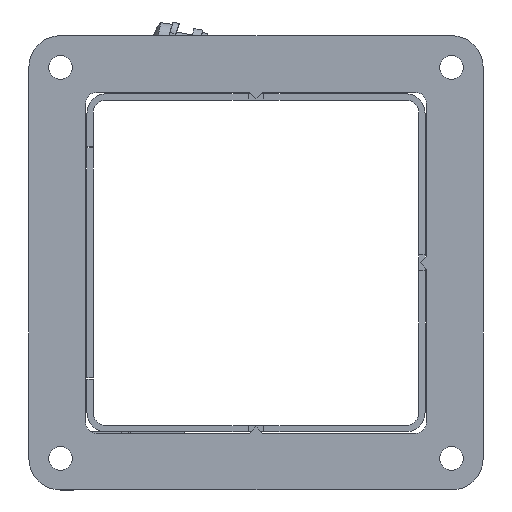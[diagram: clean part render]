
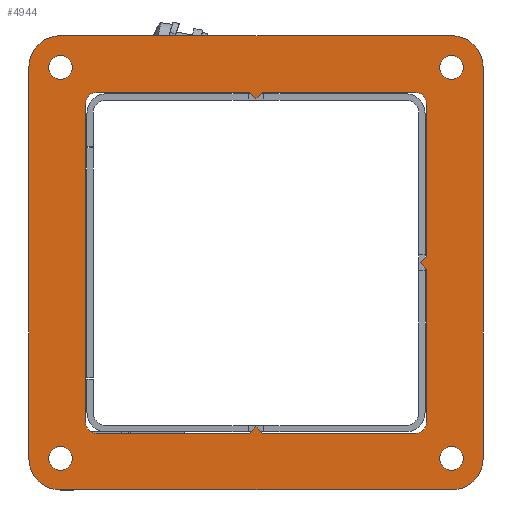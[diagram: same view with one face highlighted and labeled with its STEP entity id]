
A CAD part, left-side view. The second image highlights one B-rep face of the part: STEP entity #4944.
In plain terms, the highlighted face is planar.
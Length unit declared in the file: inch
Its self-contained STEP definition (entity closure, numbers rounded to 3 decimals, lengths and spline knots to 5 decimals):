
#3963=CARTESIAN_POINT('',(-2.01563,0.074,0.125));
#3964=VERTEX_POINT('',#3963);
#3971=CARTESIAN_POINT('',(-1.94163,0.,0.125));
#3972=VERTEX_POINT('',#3971);
#3973=CARTESIAN_POINT('',(-1.94163,0.,0.125));
#3974=DIRECTION('',(-0.707,0.707,0.0));
#3975=VECTOR('',#3974,0.10465);
#3976=LINE('',#3973,#3975);
#3977=EDGE_CURVE('',#3972,#3964,#3976,.T.);
#4002=CARTESIAN_POINT('',(-2.01563,-0.074,0.125));
#4003=VERTEX_POINT('',#4002);
#4004=CARTESIAN_POINT('',(-2.01563,-0.074,0.125));
#4005=DIRECTION('',(0.707,0.707,0.0));
#4006=VECTOR('',#4005,0.10465);
#4007=LINE('',#4004,#4006);
#4008=EDGE_CURVE('',#4003,#3972,#4007,.T.);
#4034=CARTESIAN_POINT('',(0.,1.94163,0.125));
#4035=VERTEX_POINT('',#4034);
#4042=CARTESIAN_POINT('',(-0.074,2.01563,0.125));
#4043=VERTEX_POINT('',#4042);
#4044=CARTESIAN_POINT('',(-0.074,2.01563,0.125));
#4045=DIRECTION('',(0.707,-0.707,0.0));
#4046=VECTOR('',#4045,0.10465);
#4047=LINE('',#4044,#4046);
#4048=EDGE_CURVE('',#4043,#4035,#4047,.T.);
#4072=CARTESIAN_POINT('',(0.074,2.01563,0.125));
#4073=VERTEX_POINT('',#4072);
#4080=CARTESIAN_POINT('',(0.,1.94163,0.125));
#4081=DIRECTION('',(0.707,0.707,0.0));
#4082=VECTOR('',#4081,0.10465);
#4083=LINE('',#4080,#4082);
#4084=EDGE_CURVE('',#4035,#4073,#4083,.T.);
#4105=CARTESIAN_POINT('',(0.,-1.94163,0.125));
#4106=VERTEX_POINT('',#4105);
#4113=CARTESIAN_POINT('',(0.074,-2.01563,0.125));
#4114=VERTEX_POINT('',#4113);
#4115=CARTESIAN_POINT('',(0.074,-2.01563,0.125));
#4116=DIRECTION('',(-0.707,0.707,0.0));
#4117=VECTOR('',#4116,0.10465);
#4118=LINE('',#4115,#4117);
#4119=EDGE_CURVE('',#4114,#4106,#4118,.T.);
#4143=CARTESIAN_POINT('',(-0.074,-2.01563,0.125));
#4144=VERTEX_POINT('',#4143);
#4151=CARTESIAN_POINT('',(0.,-1.94163,0.125));
#4152=DIRECTION('',(-0.707,-0.707,0.0));
#4153=VECTOR('',#4152,0.10465);
#4154=LINE('',#4151,#4153);
#4155=EDGE_CURVE('',#4106,#4144,#4154,.T.);
#4175=CARTESIAN_POINT('',(-2.01563,1.89063,0.125));
#4176=VERTEX_POINT('',#4175);
#4183=CARTESIAN_POINT('',(-2.01563,0.074,0.125));
#4184=DIRECTION('',(0.0,1.0,0.0));
#4185=VECTOR('',#4184,1.81663);
#4186=LINE('',#4183,#4185);
#4187=EDGE_CURVE('',#3964,#4176,#4186,.T.);
#4198=CARTESIAN_POINT('',(-2.01563,-1.89063,0.125));
#4199=VERTEX_POINT('',#4198);
#4200=CARTESIAN_POINT('',(-2.01563,-1.89063,0.125));
#4201=DIRECTION('',(0.0,1.0,0.0));
#4202=VECTOR('',#4201,1.81663);
#4203=LINE('',#4200,#4202);
#4204=EDGE_CURVE('',#4199,#4003,#4203,.T.);
#4237=CARTESIAN_POINT('',(1.89063,2.01563,0.125));
#4238=VERTEX_POINT('',#4237);
#4245=CARTESIAN_POINT('',(0.074,2.01563,0.125));
#4246=DIRECTION('',(1.0,0.0,0.0));
#4247=VECTOR('',#4246,1.81663);
#4248=LINE('',#4245,#4247);
#4249=EDGE_CURVE('',#4073,#4238,#4248,.T.);
#4260=CARTESIAN_POINT('',(-1.89063,2.01563,0.125));
#4261=VERTEX_POINT('',#4260);
#4262=CARTESIAN_POINT('',(-1.89063,2.01563,0.125));
#4263=DIRECTION('',(1.0,0.0,0.0));
#4264=VECTOR('',#4263,1.81663);
#4265=LINE('',#4262,#4264);
#4266=EDGE_CURVE('',#4261,#4043,#4265,.T.);
#4291=CARTESIAN_POINT('',(1.89063,-2.01563,0.125));
#4292=VERTEX_POINT('',#4291);
#4293=CARTESIAN_POINT('',(1.89063,-2.01563,0.125));
#4294=DIRECTION('',(-1.0,0.0,0.0));
#4295=VECTOR('',#4294,1.81663);
#4296=LINE('',#4293,#4295);
#4297=EDGE_CURVE('',#4292,#4114,#4296,.T.);
#4330=CARTESIAN_POINT('',(-1.89063,-2.01563,0.125));
#4331=VERTEX_POINT('',#4330);
#4338=CARTESIAN_POINT('',(-0.074,-2.01563,0.125));
#4339=DIRECTION('',(-1.0,0.0,0.0));
#4340=VECTOR('',#4339,1.81663);
#4341=LINE('',#4338,#4340);
#4342=EDGE_CURVE('',#4144,#4331,#4341,.T.);
#4363=CARTESIAN_POINT('',(2.45313,2.3125,0.125));
#4364=VERTEX_POINT('',#4363);
#4365=CARTESIAN_POINT('',(2.3125,2.3125,0.125));
#4366=DIRECTION('',(0.0,0.0,-1.0));
#4367=DIRECTION('',(-1.0,0.0,0.0));
#4368=AXIS2_PLACEMENT_3D('',#4365,#4366,#4367);
#4369=CIRCLE('',#4368,0.14063);
#4370=EDGE_CURVE('',#4364,#4364,#4369,.T.);
#4391=CARTESIAN_POINT('',(2.45313,-2.3125,0.125));
#4392=VERTEX_POINT('',#4391);
#4393=CARTESIAN_POINT('',(2.3125,-2.3125,0.125));
#4394=DIRECTION('',(0.0,0.0,-1.0));
#4395=DIRECTION('',(-1.0,0.0,0.0));
#4396=AXIS2_PLACEMENT_3D('',#4393,#4394,#4395);
#4397=CIRCLE('',#4396,0.14063);
#4398=EDGE_CURVE('',#4392,#4392,#4397,.T.);
#4419=CARTESIAN_POINT('',(-2.17188,2.3125,0.125));
#4420=VERTEX_POINT('',#4419);
#4421=CARTESIAN_POINT('',(-2.3125,2.3125,0.125));
#4422=DIRECTION('',(0.0,0.0,-1.0));
#4423=DIRECTION('',(-1.0,0.0,0.0));
#4424=AXIS2_PLACEMENT_3D('',#4421,#4422,#4423);
#4425=CIRCLE('',#4424,0.14063);
#4426=EDGE_CURVE('',#4420,#4420,#4425,.T.);
#4447=CARTESIAN_POINT('',(-2.17187,-2.3125,0.125));
#4448=VERTEX_POINT('',#4447);
#4449=CARTESIAN_POINT('',(-2.3125,-2.3125,0.125));
#4450=DIRECTION('',(0.0,0.0,-1.0));
#4451=DIRECTION('',(-1.0,0.0,0.0));
#4452=AXIS2_PLACEMENT_3D('',#4449,#4450,#4451);
#4453=CIRCLE('',#4452,0.14063);
#4454=EDGE_CURVE('',#4448,#4448,#4453,.T.);
#4464=CARTESIAN_POINT('',(-1.89063,1.89063,0.125));
#4465=DIRECTION('',(0.0,0.0,-1.0));
#4466=DIRECTION('',(0.0,1.0,0.0));
#4467=AXIS2_PLACEMENT_3D('',#4464,#4465,#4466);
#4468=CIRCLE('',#4467,0.125);
#4469=EDGE_CURVE('',#4176,#4261,#4468,.T.);
#4488=CARTESIAN_POINT('',(2.01563,1.89063,0.125));
#4489=VERTEX_POINT('',#4488);
#4490=CARTESIAN_POINT('',(1.89063,1.89063,0.125));
#4491=DIRECTION('',(0.0,0.0,-1.0));
#4492=DIRECTION('',(1.0,0.0,0.0));
#4493=AXIS2_PLACEMENT_3D('',#4490,#4491,#4492);
#4494=CIRCLE('',#4493,0.125);
#4495=EDGE_CURVE('',#4238,#4489,#4494,.T.);
#4521=CARTESIAN_POINT('',(2.01563,-1.89063,0.125));
#4522=VERTEX_POINT('',#4521);
#4523=CARTESIAN_POINT('',(2.01563,1.89063,0.125));
#4524=DIRECTION('',(0.0,-1.0,0.0));
#4525=VECTOR('',#4524,3.78125);
#4526=LINE('',#4523,#4525);
#4527=EDGE_CURVE('',#4489,#4522,#4526,.T.);
#4552=CARTESIAN_POINT('',(1.89063,-1.89063,0.125));
#4553=DIRECTION('',(0.0,0.0,-1.0));
#4554=DIRECTION('',(0.0,-1.0,0.0));
#4555=AXIS2_PLACEMENT_3D('',#4552,#4553,#4554);
#4556=CIRCLE('',#4555,0.125);
#4557=EDGE_CURVE('',#4522,#4292,#4556,.T.);
#4576=CARTESIAN_POINT('',(-1.89063,-1.89063,0.125));
#4577=DIRECTION('',(0.0,0.0,-1.0));
#4578=DIRECTION('',(-1.0,0.0,0.0));
#4579=AXIS2_PLACEMENT_3D('',#4576,#4577,#4578);
#4580=CIRCLE('',#4579,0.125);
#4581=EDGE_CURVE('',#4331,#4199,#4580,.T.);
#4600=CARTESIAN_POINT('',(-2.6875,2.3125,0.125));
#4601=VERTEX_POINT('',#4600);
#4602=CARTESIAN_POINT('',(-2.3125,2.6875,0.125));
#4603=VERTEX_POINT('',#4602);
#4604=CARTESIAN_POINT('',(-2.3125,2.3125,0.125));
#4605=DIRECTION('',(0.0,0.0,-1.0));
#4606=DIRECTION('',(0.0,1.0,0.0));
#4607=AXIS2_PLACEMENT_3D('',#4604,#4605,#4606);
#4608=CIRCLE('',#4607,0.375);
#4609=EDGE_CURVE('',#4601,#4603,#4608,.T.);
#4642=CARTESIAN_POINT('',(2.3125,2.6875,0.125));
#4643=VERTEX_POINT('',#4642);
#4644=CARTESIAN_POINT('',(-2.3125,2.6875,0.125));
#4645=DIRECTION('',(1.0,0.0,0.0));
#4646=VECTOR('',#4645,4.625);
#4647=LINE('',#4644,#4646);
#4648=EDGE_CURVE('',#4603,#4643,#4647,.T.);
#4673=CARTESIAN_POINT('',(2.6875,2.3125,0.125));
#4674=VERTEX_POINT('',#4673);
#4675=CARTESIAN_POINT('',(2.3125,2.3125,0.125));
#4676=DIRECTION('',(0.0,0.0,-1.0));
#4677=DIRECTION('',(1.0,0.0,0.0));
#4678=AXIS2_PLACEMENT_3D('',#4675,#4676,#4677);
#4679=CIRCLE('',#4678,0.375);
#4680=EDGE_CURVE('',#4643,#4674,#4679,.T.);
#4706=CARTESIAN_POINT('',(2.6875,-2.3125,0.125));
#4707=VERTEX_POINT('',#4706);
#4708=CARTESIAN_POINT('',(2.6875,2.3125,0.125));
#4709=DIRECTION('',(0.0,-1.0,0.0));
#4710=VECTOR('',#4709,4.625);
#4711=LINE('',#4708,#4710);
#4712=EDGE_CURVE('',#4674,#4707,#4711,.T.);
#4737=CARTESIAN_POINT('',(2.3125,-2.6875,0.125));
#4738=VERTEX_POINT('',#4737);
#4739=CARTESIAN_POINT('',(2.3125,-2.3125,0.125));
#4740=DIRECTION('',(0.0,0.0,-1.0));
#4741=DIRECTION('',(0.0,-1.0,0.0));
#4742=AXIS2_PLACEMENT_3D('',#4739,#4740,#4741);
#4743=CIRCLE('',#4742,0.375);
#4744=EDGE_CURVE('',#4707,#4738,#4743,.T.);
#4770=CARTESIAN_POINT('',(-2.3125,-2.6875,0.125));
#4771=VERTEX_POINT('',#4770);
#4772=CARTESIAN_POINT('',(2.3125,-2.6875,0.125));
#4773=DIRECTION('',(-1.0,0.0,0.0));
#4774=VECTOR('',#4773,4.625);
#4775=LINE('',#4772,#4774);
#4776=EDGE_CURVE('',#4738,#4771,#4775,.T.);
#4801=CARTESIAN_POINT('',(-2.6875,-2.3125,0.125));
#4802=VERTEX_POINT('',#4801);
#4803=CARTESIAN_POINT('',(-2.3125,-2.3125,0.125));
#4804=DIRECTION('',(0.0,0.0,-1.0));
#4805=DIRECTION('',(-1.0,0.0,0.0));
#4806=AXIS2_PLACEMENT_3D('',#4803,#4804,#4805);
#4807=CIRCLE('',#4806,0.375);
#4808=EDGE_CURVE('',#4771,#4802,#4807,.T.);
#4834=CARTESIAN_POINT('',(-2.6875,-2.3125,0.125));
#4835=DIRECTION('',(0.0,1.0,0.0));
#4836=VECTOR('',#4835,4.625);
#4837=LINE('',#4834,#4836);
#4838=EDGE_CURVE('',#4802,#4601,#4837,.T.);
#4898=CARTESIAN_POINT('',(0.,0.0,0.125));
#4899=DIRECTION('',(0.0,0.0,1.0));
#4900=DIRECTION('',(1.0,0.0,0.0));
#4901=AXIS2_PLACEMENT_3D('',#4898,#4899,#4900);
#4902=PLANE('',#4901);
#4903=ORIENTED_EDGE('',*,*,#4609,.F.);
#4904=ORIENTED_EDGE('',*,*,#4838,.F.);
#4905=ORIENTED_EDGE('',*,*,#4808,.F.);
#4906=ORIENTED_EDGE('',*,*,#4776,.F.);
#4907=ORIENTED_EDGE('',*,*,#4744,.F.);
#4908=ORIENTED_EDGE('',*,*,#4712,.F.);
#4909=ORIENTED_EDGE('',*,*,#4680,.F.);
#4910=ORIENTED_EDGE('',*,*,#4648,.F.);
#4911=EDGE_LOOP('',(#4903,#4904,#4905,#4906,#4907,#4908,#4909,#4910));
#4912=FACE_OUTER_BOUND('',#4911,.T.);
#4913=ORIENTED_EDGE('',*,*,#4370,.T.);
#4914=EDGE_LOOP('',(#4913));
#4915=FACE_BOUND('',#4914,.T.);
#4916=ORIENTED_EDGE('',*,*,#4398,.T.);
#4917=EDGE_LOOP('',(#4916));
#4918=FACE_BOUND('',#4917,.T.);
#4919=ORIENTED_EDGE('',*,*,#4426,.T.);
#4920=EDGE_LOOP('',(#4919));
#4921=FACE_BOUND('',#4920,.T.);
#4922=ORIENTED_EDGE('',*,*,#4454,.T.);
#4923=EDGE_LOOP('',(#4922));
#4924=FACE_BOUND('',#4923,.T.);
#4925=ORIENTED_EDGE('',*,*,#4469,.T.);
#4926=ORIENTED_EDGE('',*,*,#4266,.T.);
#4927=ORIENTED_EDGE('',*,*,#4048,.T.);
#4928=ORIENTED_EDGE('',*,*,#4084,.T.);
#4929=ORIENTED_EDGE('',*,*,#4249,.T.);
#4930=ORIENTED_EDGE('',*,*,#4495,.T.);
#4931=ORIENTED_EDGE('',*,*,#4527,.T.);
#4932=ORIENTED_EDGE('',*,*,#4557,.T.);
#4933=ORIENTED_EDGE('',*,*,#4297,.T.);
#4934=ORIENTED_EDGE('',*,*,#4119,.T.);
#4935=ORIENTED_EDGE('',*,*,#4155,.T.);
#4936=ORIENTED_EDGE('',*,*,#4342,.T.);
#4937=ORIENTED_EDGE('',*,*,#4581,.T.);
#4938=ORIENTED_EDGE('',*,*,#4204,.T.);
#4939=ORIENTED_EDGE('',*,*,#4008,.T.);
#4940=ORIENTED_EDGE('',*,*,#3977,.T.);
#4941=ORIENTED_EDGE('',*,*,#4187,.T.);
#4942=EDGE_LOOP('',(#4925,#4926,#4927,#4928,#4929,#4930,#4931,#4932,#4933,#4934,#4935,#4936,#4937,#4938,#4939,#4940,#4941));
#4943=FACE_BOUND('',#4942,.T.);
#4944=ADVANCED_FACE('',(#4912,#4915,#4918,#4921,#4924,#4943),#4902,.T.);
